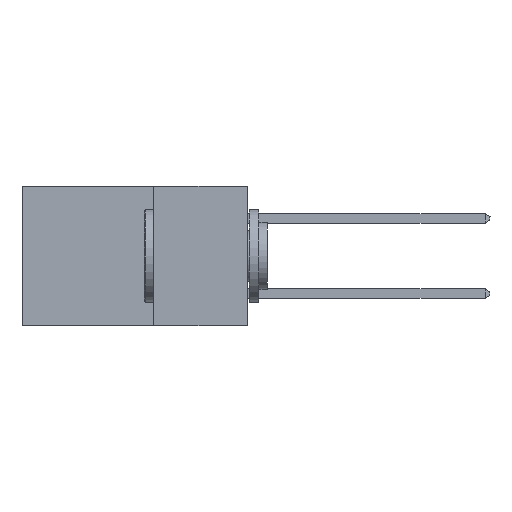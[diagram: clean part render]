
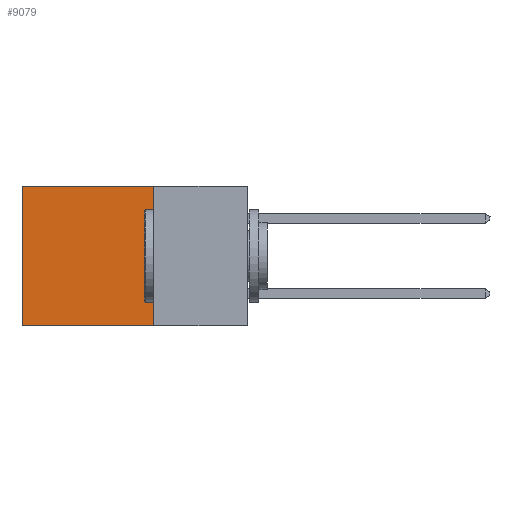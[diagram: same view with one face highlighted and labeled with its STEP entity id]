
A CAD part, left-side view. The second image highlights one B-rep face of the part: STEP entity #9079.
In plain terms, the highlighted planar face has unit normal (-1, 0, 0).
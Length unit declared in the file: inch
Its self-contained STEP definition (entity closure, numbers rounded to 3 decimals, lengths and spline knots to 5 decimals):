
#370 = CARTESIAN_POINT ( 'NONE',  ( 0.2615, 0.25, 0. ) ) ;
#528 = CARTESIAN_POINT ( 'NONE',  ( 0.2615, 0.25, 0. ) ) ;
#678 = EDGE_LOOP ( 'NONE', ( #3039, #768, #2583, #13799 ) ) ;
#725 = CARTESIAN_POINT ( 'NONE',  ( 0.2615, 0.6, -0.37 ) ) ;
#768 = ORIENTED_EDGE ( 'NONE', *, *, #5130, .F. ) ;
#784 = DIRECTION ( 'NONE',  ( 1., 0., 0. ) ) ;
#931 = DIRECTION ( 'NONE',  ( 0., 1., 0. ) ) ;
#1179 = VERTEX_POINT ( 'NONE', #528 ) ;
#2100 = LINE ( 'NONE', #11609, #9036 ) ;
#2583 = ORIENTED_EDGE ( 'NONE', *, *, #11301, .F. ) ;
#2878 = AXIS2_PLACEMENT_3D ( 'NONE', #11453, #784, #4062 ) ;
#2951 = VECTOR ( 'NONE', #6905, 39.37008 ) ;
#3025 = EDGE_CURVE ( 'NONE', #1179, #6529, #5210, .T. ) ;
#3039 = ORIENTED_EDGE ( 'NONE', *, *, #13835, .T. ) ;
#3369 = VERTEX_POINT ( 'NONE', #8672 ) ;
#3960 = DIRECTION ( 'NONE',  ( 0., 1., 0. ) ) ;
#4062 = DIRECTION ( 'NONE',  ( 0., 0., -1. ) ) ;
#4522 = VERTEX_POINT ( 'NONE', #725 ) ;
#5130 = EDGE_CURVE ( 'NONE', #3369, #4522, #2100, .T. ) ;
#5210 = LINE ( 'NONE', #370, #11086 ) ;
#5575 = CARTESIAN_POINT ( 'NONE',  ( 0.2615, 0.6, -0.37 ) ) ;
#6529 = VERTEX_POINT ( 'NONE', #13389 ) ;
#6750 = LINE ( 'NONE', #5575, #2951 ) ;
#6905 = DIRECTION ( 'NONE',  ( 0., 0., -1. ) ) ;
#7371 = VECTOR ( 'NONE', #13748, 39.37008 ) ;
#8507 = PLANE ( 'NONE',  #2878 ) ;
#8672 = CARTESIAN_POINT ( 'NONE',  ( 0.2615, 0.25, -0.37 ) ) ;
#8775 = LINE ( 'NONE', #9012, #7371 ) ;
#9012 = CARTESIAN_POINT ( 'NONE',  ( 0.2615, 0.25, -0.37 ) ) ;
#9036 = VECTOR ( 'NONE', #931, 39.37008 ) ;
#9079 = ADVANCED_FACE ( 'NONE', ( #14400 ), #8507, .F. ) ;
#11086 = VECTOR ( 'NONE', #3960, 39.37008 ) ;
#11301 = EDGE_CURVE ( 'NONE', #1179, #3369, #8775, .T. ) ;
#11453 = CARTESIAN_POINT ( 'NONE',  ( 0.2615, 0.25, -0.37 ) ) ;
#11609 = CARTESIAN_POINT ( 'NONE',  ( 0.2615, 0.25, -0.37 ) ) ;
#13389 = CARTESIAN_POINT ( 'NONE',  ( 0.2615, 0.6, 0. ) ) ;
#13748 = DIRECTION ( 'NONE',  ( 0., 0., -1. ) ) ;
#13799 = ORIENTED_EDGE ( 'NONE', *, *, #3025, .T. ) ;
#13835 = EDGE_CURVE ( 'NONE', #6529, #4522, #6750, .T. ) ;
#14400 = FACE_OUTER_BOUND ( 'NONE', #678, .T. ) ;
